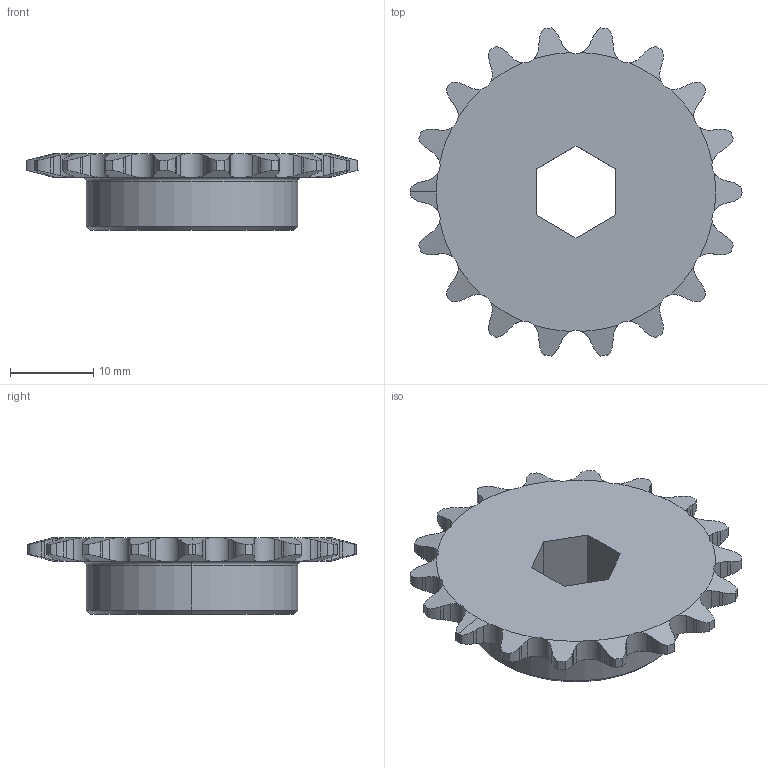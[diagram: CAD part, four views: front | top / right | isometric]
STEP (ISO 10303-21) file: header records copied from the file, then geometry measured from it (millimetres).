
FILE_DESCRIPTION (( 'STEP AP214' ), '1' );
FILE_NAME ('217-5834-STEP-20170710+.STEP', '2017-07-10T15:08:25', ( '' ), ( '' ), 'SwSTEP 2.0', 'SolidWorks 2017', '' );
FILE_SCHEMA (( 'AUTOMOTIVE_DESIGN' ));
Length unit declared in the file: inch
Products named in the file (1): 217-5834-STEP-20170710+
Bounding box: 39.82 x 39.37 x 9.18 mm (x, y, z)
Volume: 5271.4 mm3; surface area: 3045.9 mm2
Topology: 1 solids, 1 shells, 206 faces, 604 edges, 401 vertices
Faces by surface type: cylinder 119, plane 45, cone 40, torus 2
Entity records: 7435 total; most frequent: CARTESIAN_POINT 2388, ORIENTED_EDGE 1208, DIRECTION 845, EDGE_CURVE 604, VERTEX_POINT 401, AXIS2_PLACEMENT_3D 334, B_SPLINE_CURVE_WITH_KNOTS 300, EDGE_LOOP 209
